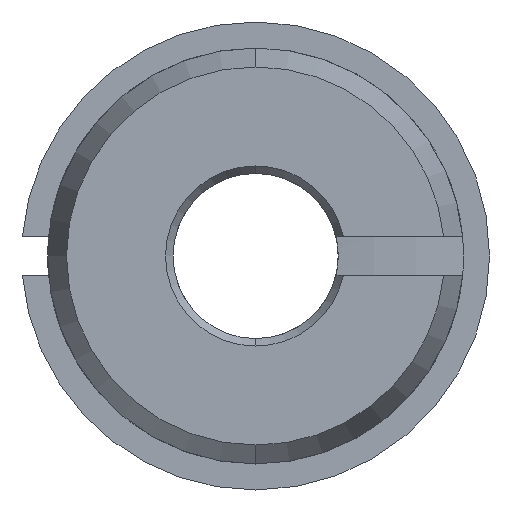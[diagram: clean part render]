
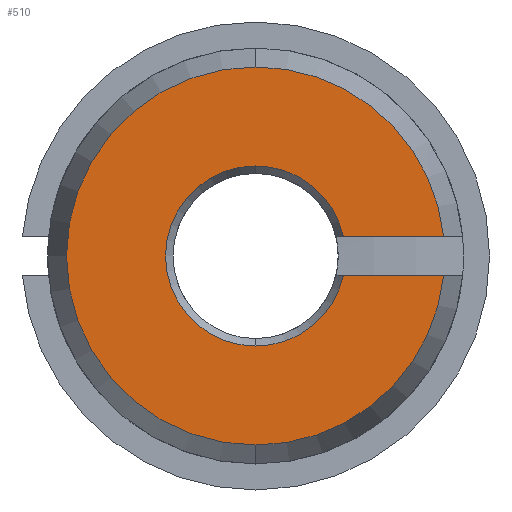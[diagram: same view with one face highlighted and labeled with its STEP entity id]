
A CAD part, left-side view. The second image highlights one B-rep face of the part: STEP entity #510.
In plain terms, the highlighted planar face has unit normal (-1, 0, 0).
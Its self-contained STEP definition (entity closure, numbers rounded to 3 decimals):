
#17 = EDGE_CURVE ( 'NONE', #914, #66, #271, .T. ) ;
#27 = CARTESIAN_POINT ( 'NONE',  ( -37., -3.382, 0.75 ) ) ;
#30 = EDGE_CURVE ( 'NONE', #140, #639, #815, .T. ) ;
#37 = AXIS2_PLACEMENT_3D ( 'NONE', #384, #723, #631 ) ;
#41 = ORIENTED_EDGE ( 'NONE', *, *, #678, .T. ) ;
#66 = VERTEX_POINT ( 'NONE', #107 ) ;
#74 = ORIENTED_EDGE ( 'NONE', *, *, #350, .T. ) ;
#78 = ORIENTED_EDGE ( 'NONE', *, *, #81, .F. ) ;
#81 = EDGE_CURVE ( 'NONE', #66, #1037, #593, .T. ) ;
#83 = DIRECTION ( 'NONE',  ( 0., 1., 0. ) ) ;
#84 = DIRECTION ( 'NONE',  ( -1., 0., 0. ) ) ;
#96 = DIRECTION ( 'NONE',  ( -1., 0., 0. ) ) ;
#100 = CARTESIAN_POINT ( 'NONE',  ( -37., -3.382, -0.75 ) ) ;
#107 = CARTESIAN_POINT ( 'NONE',  ( -37., 0., 3.464 ) ) ;
#135 = ORIENTED_EDGE ( 'NONE', *, *, #240, .F. ) ;
#140 = VERTEX_POINT ( 'NONE', #777 ) ;
#143 = CARTESIAN_POINT ( 'NONE',  ( -37., 0., 7.272 ) ) ;
#172 = VECTOR ( 'NONE', #83, 1000. ) ;
#180 = PLANE ( 'NONE',  #718 ) ;
#236 = EDGE_LOOP ( 'NONE', ( #41, #74, #382, #493, #954, #78, #714, #135 ) ) ;
#240 = EDGE_CURVE ( 'NONE', #740, #914, #445, .T. ) ;
#271 = CIRCLE ( 'NONE', #868, 3.464 ) ;
#280 = CARTESIAN_POINT ( 'NONE',  ( -37., 7.272, 0.75 ) ) ;
#305 = AXIS2_PLACEMENT_3D ( 'NONE', #701, #929, #438 ) ;
#350 = EDGE_CURVE ( 'NONE', #837, #140, #685, .T. ) ;
#352 = CARTESIAN_POINT ( 'NONE',  ( -37., 0., -3.464 ) ) ;
#354 = DIRECTION ( 'NONE',  ( 0., 0., 1. ) ) ;
#357 = AXIS2_PLACEMENT_3D ( 'NONE', #976, #84, #963 ) ;
#363 = EDGE_CURVE ( 'NONE', #1037, #580, #531, .T. ) ;
#382 = ORIENTED_EDGE ( 'NONE', *, *, #30, .T. ) ;
#384 = CARTESIAN_POINT ( 'NONE',  ( -37., 0., 0. ) ) ;
#412 = CARTESIAN_POINT ( 'NONE',  ( -37., 7.272, 0. ) ) ;
#424 = CARTESIAN_POINT ( 'NONE',  ( -37., 0., 0. ) ) ;
#438 = DIRECTION ( 'NONE',  ( 0., 0., 1. ) ) ;
#445 = LINE ( 'NONE', #280, #750 ) ;
#493 = ORIENTED_EDGE ( 'NONE', *, *, #757, .T. ) ;
#510 = ADVANCED_FACE ( 'NONE', ( #744 ), #180, .F. ) ;
#531 = CIRCLE ( 'NONE', #37, 3.464 ) ;
#577 = AXIS2_PLACEMENT_3D ( 'NONE', #424, #1003, #908 ) ;
#580 = VERTEX_POINT ( 'NONE', #100 ) ;
#593 = CIRCLE ( 'NONE', #577, 3.464 ) ;
#631 = DIRECTION ( 'NONE',  ( 0., 0., 1. ) ) ;
#639 = VERTEX_POINT ( 'NONE', #707 ) ;
#645 = CARTESIAN_POINT ( 'NONE',  ( -37., -7.233, 0.75 ) ) ;
#659 = DIRECTION ( 'NONE',  ( 0., 0., 1. ) ) ;
#678 = EDGE_CURVE ( 'NONE', #740, #837, #1023, .T. ) ;
#682 = CARTESIAN_POINT ( 'NONE',  ( -37., 0., 0. ) ) ;
#685 = CIRCLE ( 'NONE', #357, 7.272 ) ;
#701 = CARTESIAN_POINT ( 'NONE',  ( -37., 0., 0. ) ) ;
#707 = CARTESIAN_POINT ( 'NONE',  ( -37., -7.233, -0.75 ) ) ;
#714 = ORIENTED_EDGE ( 'NONE', *, *, #17, .F. ) ;
#718 = AXIS2_PLACEMENT_3D ( 'NONE', #412, #984, #997 ) ;
#723 = DIRECTION ( 'NONE',  ( -1., 0., 0. ) ) ;
#740 = VERTEX_POINT ( 'NONE', #645 ) ;
#744 = FACE_OUTER_BOUND ( 'NONE', #236, .T. ) ;
#750 = VECTOR ( 'NONE', #771, 1000. ) ;
#757 = EDGE_CURVE ( 'NONE', #639, #580, #969, .T. ) ;
#761 = DIRECTION ( 'NONE',  ( -1., 0., 0. ) ) ;
#771 = DIRECTION ( 'NONE',  ( 0., 1., 0. ) ) ;
#777 = CARTESIAN_POINT ( 'NONE',  ( -37., 0., -7.272 ) ) ;
#815 = CIRCLE ( 'NONE', #900, 7.272 ) ;
#837 = VERTEX_POINT ( 'NONE', #143 ) ;
#868 = AXIS2_PLACEMENT_3D ( 'NONE', #913, #761, #354 ) ;
#900 = AXIS2_PLACEMENT_3D ( 'NONE', #682, #96, #659 ) ;
#908 = DIRECTION ( 'NONE',  ( 0., 0., 1. ) ) ;
#913 = CARTESIAN_POINT ( 'NONE',  ( -37., 0., 0. ) ) ;
#914 = VERTEX_POINT ( 'NONE', #27 ) ;
#929 = DIRECTION ( 'NONE',  ( -1., 0., 0. ) ) ;
#954 = ORIENTED_EDGE ( 'NONE', *, *, #363, .F. ) ;
#963 = DIRECTION ( 'NONE',  ( 0., 0., 1. ) ) ;
#969 = LINE ( 'NONE', #1041, #172 ) ;
#976 = CARTESIAN_POINT ( 'NONE',  ( -37., 0., 0. ) ) ;
#984 = DIRECTION ( 'NONE',  ( 1., 0., 0. ) ) ;
#997 = DIRECTION ( 'NONE',  ( 0., 0., -1. ) ) ;
#1003 = DIRECTION ( 'NONE',  ( -1., 0., 0. ) ) ;
#1023 = CIRCLE ( 'NONE', #305, 7.272 ) ;
#1037 = VERTEX_POINT ( 'NONE', #352 ) ;
#1041 = CARTESIAN_POINT ( 'NONE',  ( -37., 7.272, -0.75 ) ) ;
